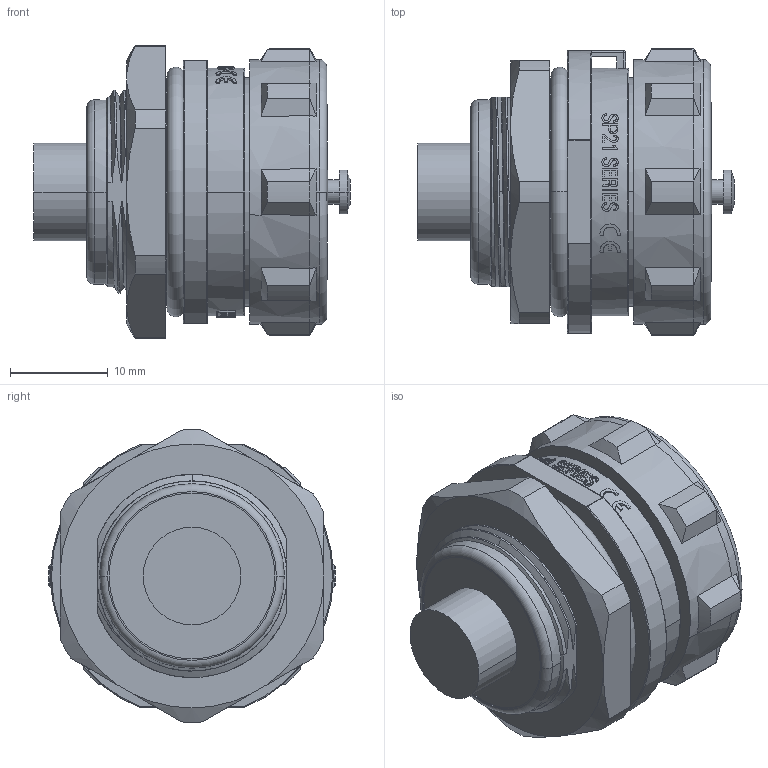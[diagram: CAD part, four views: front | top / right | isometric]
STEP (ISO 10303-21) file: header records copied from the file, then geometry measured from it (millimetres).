
FILE_DESCRIPTION((''),'2;1');
FILE_NAME('PRT0002','2021-11-20T',('Administrator'),(''),'CREO PARAMETRIC BY PTC INC, 2016130','CREO PARAMETRIC BY PTC INC, 2016130','');
FILE_SCHEMA(('AUTOMOTIVE_DESIGN { 1 0 10303 214 1 1 1 1 }'));
Length unit declared in the file: millimetre
Products named in the file (1): PRT0002
Bounding box: 32.41 x 29.4 x 29.99 mm (x, y, z)
Volume: 13528.9 mm3; surface area: 4291.3 mm2
Topology: 1 solids, 1 shells, 452 faces, 1228 edges, 803 vertices
Faces by surface type: plane 167, extrusion 118, cylinder 92, cone 42, bspline 15, torus 14, sphere 4
Entity records: 17170 total; most frequent: CARTESIAN_POINT 6358, ORIENTED_EDGE 2448, DIRECTION 1839, EDGE_CURVE 1224, VERTEX_POINT 803, AXIS2_PLACEMENT_3D 618, VECTOR 603, B_SPLINE_CURVE_WITH_KNOTS 558
